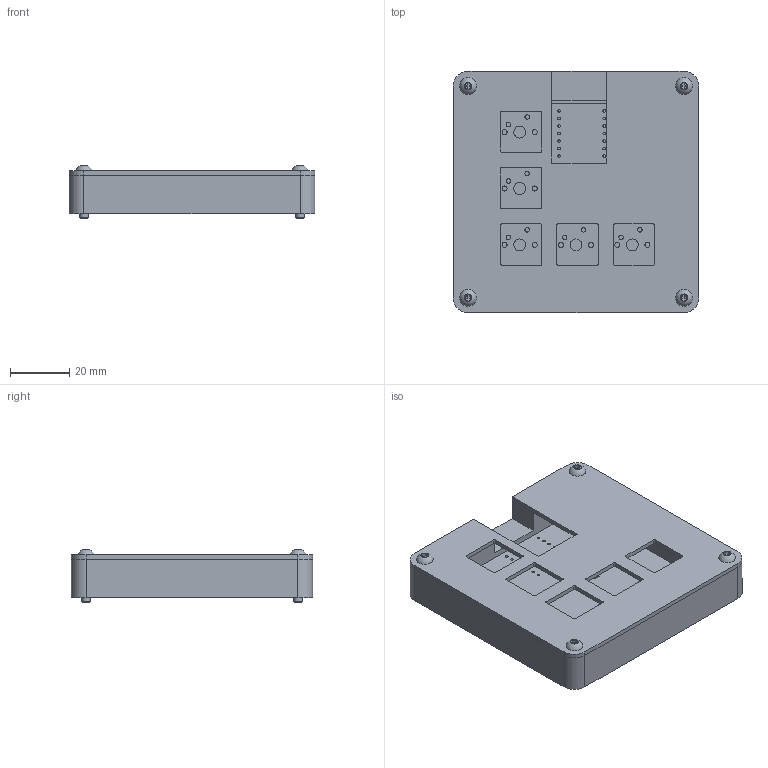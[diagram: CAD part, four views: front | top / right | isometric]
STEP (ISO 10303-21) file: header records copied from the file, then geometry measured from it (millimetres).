
FILE_DESCRIPTION(/* description */ (''),/* implementation_level */ '2;1');
FILE_NAME(/* name */ 'Case Hackpad 2 (Ensamblaje).step',/* time_stamp */ '2026-01-27T22:10:06-06:00',/* author */ (''),/* organization */ (''),/* preprocessor_version */ 'ST-DEVELOPER v20.1',/* originating_system */ 'Autodesk Translation Framework v14.24.0.0',/* authorisation */ '');
FILE_SCHEMA (('AUTOMOTIVE_DESIGN { 1 0 10303 214 3 1 1 }'));
Length unit declared in the file: centimetre
Products named in the file (6): Case Hackpad 2 (Ensamblaje); Case Hackpad; hackpad 1; hackpad_PCB; Case Hackpad 2; BHSBHCS ANSI B18.3.4M - M3 x 0.5 x 16 Acero grado 2 Normal
Assembly tree (8 placements, depth 3):
  Case Hackpad 2 (Ensamblaje)
    Case Hackpad
    hackpad 1
      hackpad_PCB
    Case Hackpad 2
    BHSBHCS ANSI B18.3.4M - M3 x 0.5 x 16 Acero grado 2 Normal  x4
Bounding box: 83 x 81.54 x 17.65 mm (x, y, z)
Volume: 60463.9 mm3; surface area: 40650.7 mm2
Topology: 7 solids, 7 shells, 259 faces, 655 edges, 422 vertices
Faces by surface type: plane 164, cylinder 83, cone 4, torus 4, sphere 4
Full cylindrical faces by diameter (mm): 0.889 x14, 1.5 x10, 1.7 x10, 2.927 x4, 3.4 x8, 4 x5, 6 x4
Entity records: 6855 total; most frequent: DIRECTION 1153, CARTESIAN_POINT 1135, ORIENTED_EDGE 1106, EDGE_CURVE 553, LINE 387, VECTOR 387, AXIS2_PLACEMENT_3D 383, VERTEX_POINT 365
